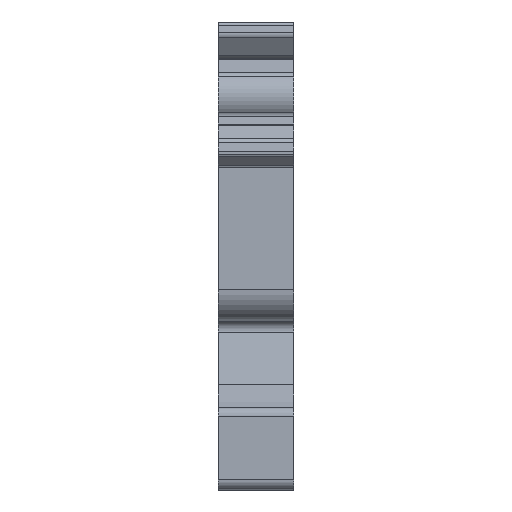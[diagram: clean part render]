
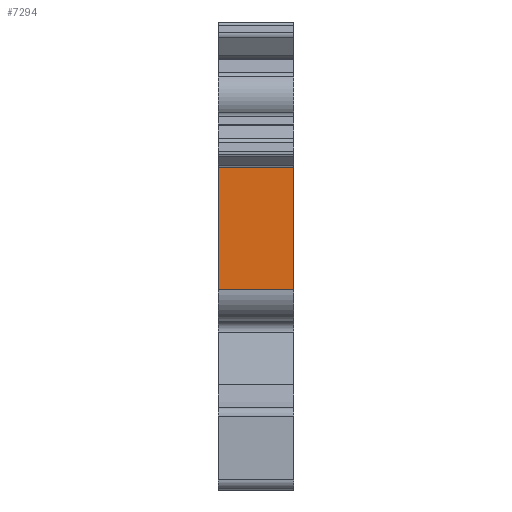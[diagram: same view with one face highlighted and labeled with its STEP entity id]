
A CAD part, left-side view. The second image highlights one B-rep face of the part: STEP entity #7294.
In plain terms, the highlighted planar face has unit normal (-1, 0, 0).
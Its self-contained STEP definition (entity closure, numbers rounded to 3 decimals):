
#205=LINE('',#9905,#769);
#351=LINE('',#10401,#915);
#352=LINE('',#10403,#916);
#353=LINE('',#10405,#917);
#769=VECTOR('',#8216,1000.);
#915=VECTOR('',#8636,1000.);
#916=VECTOR('',#8639,1000.);
#917=VECTOR('',#8640,1000.);
#1686=ORIENTED_EDGE('',*,*,#3009,.F.);
#1687=ORIENTED_EDGE('',*,*,#3256,.F.);
#1688=ORIENTED_EDGE('',*,*,#3257,.T.);
#1689=ORIENTED_EDGE('',*,*,#3258,.T.);
#3009=EDGE_CURVE('',#3827,#3828,#205,.T.);
#3256=EDGE_CURVE('',#4040,#3827,#351,.T.);
#3257=EDGE_CURVE('',#4040,#4041,#352,.T.);
#3258=EDGE_CURVE('',#4041,#3828,#353,.T.);
#3827=VERTEX_POINT('',#9904);
#3828=VERTEX_POINT('',#9906);
#4040=VERTEX_POINT('',#10400);
#4041=VERTEX_POINT('',#10404);
#4579=EDGE_LOOP('',(#1686,#1687,#1688,#1689));
#4877=FACE_BOUND('',#4579,.T.);
#5148=PLANE('',#7722);
#7294=ADVANCED_FACE('',(#4877),#5148,.T.);
#7722=AXIS2_PLACEMENT_3D('',#10402,#8637,#8638);
#8216=DIRECTION('',(0.,0.,-1.));
#8636=DIRECTION('',(0.,-1.,0.));
#8637=DIRECTION('',(-1.,0.,0.));
#8638=DIRECTION('',(0.,0.,1.));
#8639=DIRECTION('',(0.,0.,-1.));
#8640=DIRECTION('',(0.,-1.,0.));
#9904=CARTESIAN_POINT('',(-59.2,0.,18.458));
#9905=CARTESIAN_POINT('',(-59.2,0.,8.704));
#9906=CARTESIAN_POINT('',(-59.2,0.,8.704));
#10400=CARTESIAN_POINT('',(-59.2,6.,18.458));
#10401=CARTESIAN_POINT('',(-59.2,6.,18.458));
#10402=CARTESIAN_POINT('',(-59.2,6.,8.704));
#10403=CARTESIAN_POINT('',(-59.2,6.,8.704));
#10404=CARTESIAN_POINT('',(-59.2,6.,8.704));
#10405=CARTESIAN_POINT('',(-59.2,6.,8.704));
